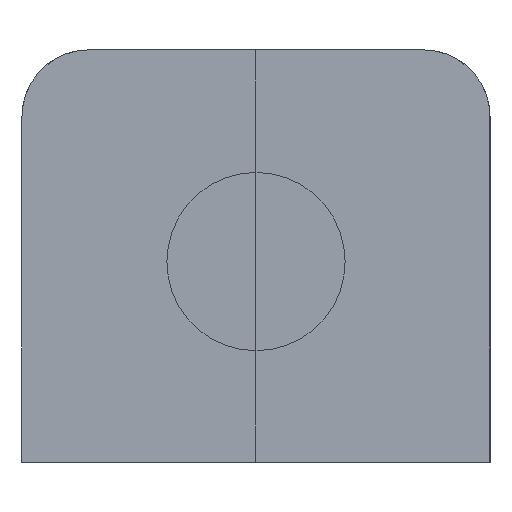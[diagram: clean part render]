
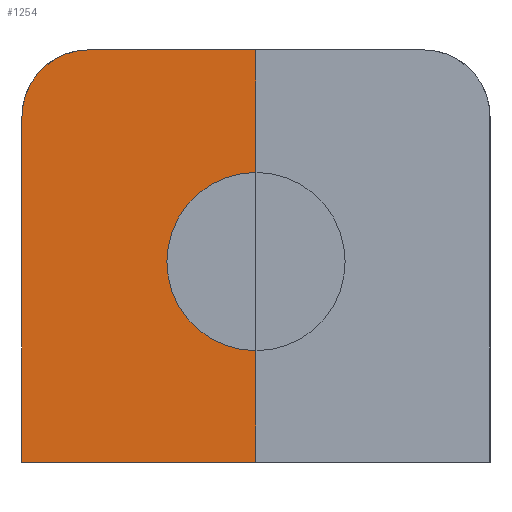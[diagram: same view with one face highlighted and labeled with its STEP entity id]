
A CAD part, left-side view. The second image highlights one B-rep face of the part: STEP entity #1254.
In plain terms, the highlighted planar face has unit normal (-1, 0, 0).
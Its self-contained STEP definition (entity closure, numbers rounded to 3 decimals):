
#54=PLANE('',#1366);
#118=FACE_OUTER_BOUND('',#186,.T.);
#186=EDGE_LOOP('',(#1070,#1071,#1072,#1073,#1074,#1075,#1076));
#232=CIRCLE('',#1360,3.);
#234=CIRCLE('',#1363,4.);
#328=LINE('',#1970,#472);
#333=LINE('',#1980,#477);
#337=LINE('',#1987,#481);
#343=LINE('',#2002,#487);
#347=LINE('',#2017,#491);
#472=VECTOR('',#1603,10.);
#477=VECTOR('',#1610,10.);
#481=VECTOR('',#1614,10.);
#487=VECTOR('',#1628,10.);
#491=VECTOR('',#1648,10.);
#605=VERTEX_POINT('',#1967);
#606=VERTEX_POINT('',#1969);
#609=VERTEX_POINT('',#1977);
#610=VERTEX_POINT('',#1979);
#613=VERTEX_POINT('',#1985);
#618=VERTEX_POINT('',#2001);
#619=VERTEX_POINT('',#2005);
#758=EDGE_CURVE('',#605,#606,#328,.T.);
#763=EDGE_CURVE('',#610,#609,#333,.T.);
#767=EDGE_CURVE('',#605,#613,#337,.T.);
#774=EDGE_CURVE('',#606,#618,#343,.T.);
#776=EDGE_CURVE('',#619,#618,#232,.T.);
#780=EDGE_CURVE('',#610,#613,#234,.T.);
#782=EDGE_CURVE('',#609,#619,#347,.T.);
#1070=ORIENTED_EDGE('',*,*,#780,.F.);
#1071=ORIENTED_EDGE('',*,*,#763,.T.);
#1072=ORIENTED_EDGE('',*,*,#782,.T.);
#1073=ORIENTED_EDGE('',*,*,#776,.T.);
#1074=ORIENTED_EDGE('',*,*,#774,.F.);
#1075=ORIENTED_EDGE('',*,*,#758,.F.);
#1076=ORIENTED_EDGE('',*,*,#767,.T.);
#1254=ADVANCED_FACE('',(#118),#54,.F.);
#1360=AXIS2_PLACEMENT_3D('',#2006,#1632,#1633);
#1363=AXIS2_PLACEMENT_3D('',#2013,#1640,#1641);
#1366=AXIS2_PLACEMENT_3D('',#2016,#1646,#1647);
#1603=DIRECTION('',(0.,1.,0.));
#1610=DIRECTION('',(0.,0.,1.));
#1614=DIRECTION('',(0.,0.,1.));
#1628=DIRECTION('',(0.,0.,1.));
#1632=DIRECTION('center_axis',(-1.,0.,0.));
#1633=DIRECTION('ref_axis',(0.,0.707,0.707));
#1640=DIRECTION('center_axis',(-1.,0.,0.));
#1641=DIRECTION('ref_axis',(0.,1.,0.));
#1646=DIRECTION('center_axis',(1.,0.,0.));
#1647=DIRECTION('ref_axis',(0.,1.,0.));
#1648=DIRECTION('',(0.,1.,0.));
#1967=CARTESIAN_POINT('',(-38.,0.,0.));
#1969=CARTESIAN_POINT('',(-38.,10.5,0.));
#1970=CARTESIAN_POINT('',(-38.,0.,0.));
#1977=CARTESIAN_POINT('',(-38.,0.,18.5));
#1979=CARTESIAN_POINT('',(-38.,0.,13.));
#1980=CARTESIAN_POINT('',(-38.,0.,0.));
#1985=CARTESIAN_POINT('',(-38.,0.,5.));
#1987=CARTESIAN_POINT('',(-38.,0.,0.));
#2001=CARTESIAN_POINT('',(-38.,10.5,15.5));
#2002=CARTESIAN_POINT('',(-38.,10.5,0.));
#2005=CARTESIAN_POINT('',(-38.,7.5,18.5));
#2006=CARTESIAN_POINT('Origin',(-38.,7.5,15.5));
#2013=CARTESIAN_POINT('Origin',(-38.,0.,9.));
#2016=CARTESIAN_POINT('Origin',(-38.,0.,0.));
#2017=CARTESIAN_POINT('',(-38.,0.,18.5));
